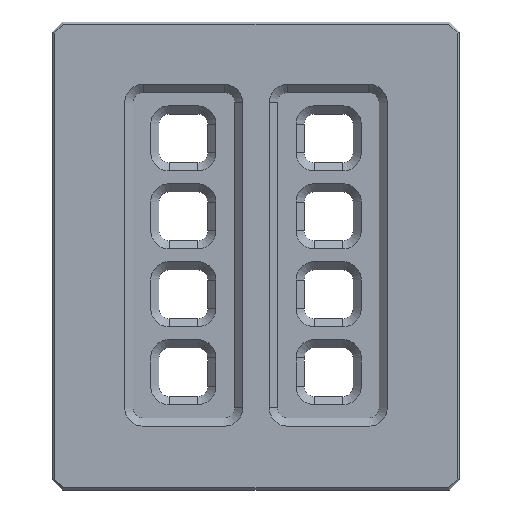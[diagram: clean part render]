
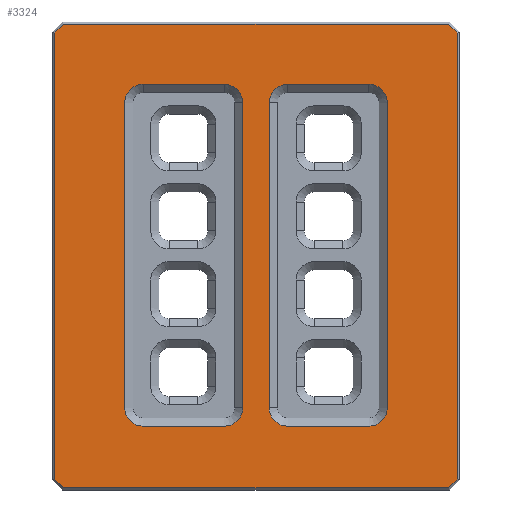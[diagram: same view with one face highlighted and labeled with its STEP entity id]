
A CAD part, top view. The second image highlights one B-rep face of the part: STEP entity #3324.
In plain terms, the highlighted planar face has unit normal (0, 0, 1).
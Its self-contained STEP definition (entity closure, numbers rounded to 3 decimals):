
#222=FACE_BOUND('',#573,.T.);
#223=FACE_BOUND('',#574,.T.);
#254=PLANE('',#3581);
#368=FACE_OUTER_BOUND('',#572,.T.);
#572=EDGE_LOOP('',(#2496,#2497,#2498,#2499,#2500,#2501,#2502,#2503));
#573=EDGE_LOOP('',(#2504,#2505,#2506,#2507,#2508,#2509,#2510,#2511));
#574=EDGE_LOOP('',(#2512,#2513,#2514,#2515,#2516,#2517,#2518,#2519));
#819=LINE('',#5100,#1161);
#823=LINE('',#5107,#1165);
#826=LINE('',#5113,#1168);
#829=LINE('',#5119,#1171);
#832=LINE('',#5124,#1174);
#834=LINE('',#5128,#1176);
#836=LINE('',#5132,#1178);
#838=LINE('',#5135,#1180);
#840=LINE('',#5141,#1182);
#841=LINE('',#5145,#1183);
#842=LINE('',#5149,#1184);
#843=LINE('',#5153,#1185);
#844=LINE('',#5157,#1186);
#845=LINE('',#5161,#1187);
#846=LINE('',#5165,#1188);
#847=LINE('',#5169,#1189);
#1161=VECTOR('',#4044,10.);
#1165=VECTOR('',#4050,10.);
#1168=VECTOR('',#4055,10.);
#1171=VECTOR('',#4060,10.);
#1174=VECTOR('',#4065,10.);
#1176=VECTOR('',#4069,10.);
#1178=VECTOR('',#4073,10.);
#1180=VECTOR('',#4077,10.);
#1182=VECTOR('',#4083,10.);
#1183=VECTOR('',#4086,10.);
#1184=VECTOR('',#4089,10.);
#1185=VECTOR('',#4092,10.);
#1186=VECTOR('',#4095,10.);
#1187=VECTOR('',#4098,10.);
#1188=VECTOR('',#4101,10.);
#1189=VECTOR('',#4104,10.);
#1472=CIRCLE('',#3582,9.);
#1473=CIRCLE('',#3583,9.);
#1474=CIRCLE('',#3584,9.);
#1475=CIRCLE('',#3585,9.);
#1476=CIRCLE('',#3586,9.);
#1477=CIRCLE('',#3587,9.);
#1478=CIRCLE('',#3588,9.);
#1479=CIRCLE('',#3589,9.);
#1655=VERTEX_POINT('',#5098);
#1656=VERTEX_POINT('',#5099);
#1658=VERTEX_POINT('',#5106);
#1660=VERTEX_POINT('',#5112);
#1662=VERTEX_POINT('',#5118);
#1663=VERTEX_POINT('',#5123);
#1664=VERTEX_POINT('',#5127);
#1665=VERTEX_POINT('',#5131);
#1666=VERTEX_POINT('',#5139);
#1667=VERTEX_POINT('',#5140);
#1668=VERTEX_POINT('',#5142);
#1669=VERTEX_POINT('',#5144);
#1670=VERTEX_POINT('',#5146);
#1671=VERTEX_POINT('',#5148);
#1672=VERTEX_POINT('',#5150);
#1673=VERTEX_POINT('',#5152);
#1674=VERTEX_POINT('',#5155);
#1675=VERTEX_POINT('',#5156);
#1676=VERTEX_POINT('',#5158);
#1677=VERTEX_POINT('',#5160);
#1678=VERTEX_POINT('',#5162);
#1679=VERTEX_POINT('',#5164);
#1680=VERTEX_POINT('',#5166);
#1681=VERTEX_POINT('',#5168);
#1953=EDGE_CURVE('',#1655,#1656,#819,.T.);
#1957=EDGE_CURVE('',#1656,#1658,#823,.T.);
#1960=EDGE_CURVE('',#1658,#1660,#826,.T.);
#1963=EDGE_CURVE('',#1660,#1662,#829,.T.);
#1966=EDGE_CURVE('',#1662,#1663,#832,.T.);
#1968=EDGE_CURVE('',#1663,#1664,#834,.T.);
#1970=EDGE_CURVE('',#1664,#1665,#836,.T.);
#1972=EDGE_CURVE('',#1665,#1655,#838,.T.);
#1974=EDGE_CURVE('',#1666,#1667,#840,.T.);
#1975=EDGE_CURVE('',#1668,#1666,#1472,.T.);
#1976=EDGE_CURVE('',#1669,#1668,#841,.T.);
#1977=EDGE_CURVE('',#1670,#1669,#1473,.T.);
#1978=EDGE_CURVE('',#1671,#1670,#842,.T.);
#1979=EDGE_CURVE('',#1672,#1671,#1474,.T.);
#1980=EDGE_CURVE('',#1673,#1672,#843,.T.);
#1981=EDGE_CURVE('',#1667,#1673,#1475,.T.);
#1982=EDGE_CURVE('',#1674,#1675,#844,.T.);
#1983=EDGE_CURVE('',#1676,#1674,#1476,.T.);
#1984=EDGE_CURVE('',#1677,#1676,#845,.T.);
#1985=EDGE_CURVE('',#1678,#1677,#1477,.T.);
#1986=EDGE_CURVE('',#1679,#1678,#846,.T.);
#1987=EDGE_CURVE('',#1680,#1679,#1478,.T.);
#1988=EDGE_CURVE('',#1681,#1680,#847,.T.);
#1989=EDGE_CURVE('',#1675,#1681,#1479,.T.);
#2496=ORIENTED_EDGE('',*,*,#1953,.F.);
#2497=ORIENTED_EDGE('',*,*,#1972,.F.);
#2498=ORIENTED_EDGE('',*,*,#1970,.F.);
#2499=ORIENTED_EDGE('',*,*,#1968,.F.);
#2500=ORIENTED_EDGE('',*,*,#1966,.F.);
#2501=ORIENTED_EDGE('',*,*,#1963,.F.);
#2502=ORIENTED_EDGE('',*,*,#1960,.F.);
#2503=ORIENTED_EDGE('',*,*,#1957,.F.);
#2504=ORIENTED_EDGE('',*,*,#1974,.F.);
#2505=ORIENTED_EDGE('',*,*,#1975,.F.);
#2506=ORIENTED_EDGE('',*,*,#1976,.F.);
#2507=ORIENTED_EDGE('',*,*,#1977,.F.);
#2508=ORIENTED_EDGE('',*,*,#1978,.F.);
#2509=ORIENTED_EDGE('',*,*,#1979,.F.);
#2510=ORIENTED_EDGE('',*,*,#1980,.F.);
#2511=ORIENTED_EDGE('',*,*,#1981,.F.);
#2512=ORIENTED_EDGE('',*,*,#1982,.F.);
#2513=ORIENTED_EDGE('',*,*,#1983,.F.);
#2514=ORIENTED_EDGE('',*,*,#1984,.F.);
#2515=ORIENTED_EDGE('',*,*,#1985,.F.);
#2516=ORIENTED_EDGE('',*,*,#1986,.F.);
#2517=ORIENTED_EDGE('',*,*,#1987,.F.);
#2518=ORIENTED_EDGE('',*,*,#1988,.F.);
#2519=ORIENTED_EDGE('',*,*,#1989,.F.);
#3324=ADVANCED_FACE('',(#368,#222,#223),#254,.T.);
#3581=AXIS2_PLACEMENT_3D('',#5138,#4081,#4082);
#3582=AXIS2_PLACEMENT_3D('',#5143,#4084,#4085);
#3583=AXIS2_PLACEMENT_3D('',#5147,#4087,#4088);
#3584=AXIS2_PLACEMENT_3D('',#5151,#4090,#4091);
#3585=AXIS2_PLACEMENT_3D('',#5154,#4093,#4094);
#3586=AXIS2_PLACEMENT_3D('',#5159,#4096,#4097);
#3587=AXIS2_PLACEMENT_3D('',#5163,#4099,#4100);
#3588=AXIS2_PLACEMENT_3D('',#5167,#4102,#4103);
#3589=AXIS2_PLACEMENT_3D('',#5170,#4105,#4106);
#4044=DIRECTION('',(0.,-1.,0.));
#4050=DIRECTION('',(-0.707,-0.707,0.));
#4055=DIRECTION('',(-1.,0.,0.));
#4060=DIRECTION('',(-0.707,0.707,0.));
#4065=DIRECTION('',(0.,1.,0.));
#4069=DIRECTION('',(0.707,0.707,0.));
#4073=DIRECTION('',(1.,0.,0.));
#4077=DIRECTION('',(0.707,-0.707,0.));
#4081=DIRECTION('center_axis',(0.,0.,1.));
#4082=DIRECTION('ref_axis',(1.,0.,0.));
#4083=DIRECTION('',(0.,1.,0.));
#4084=DIRECTION('center_axis',(0.,0.,1.));
#4085=DIRECTION('ref_axis',(0.707,-0.707,0.));
#4086=DIRECTION('',(1.,0.,0.));
#4087=DIRECTION('center_axis',(0.,0.,1.));
#4088=DIRECTION('ref_axis',(-0.707,-0.707,0.));
#4089=DIRECTION('',(0.,-1.,0.));
#4090=DIRECTION('center_axis',(0.,0.,1.));
#4091=DIRECTION('ref_axis',(-0.707,0.707,0.));
#4092=DIRECTION('',(-1.,0.,0.));
#4093=DIRECTION('center_axis',(0.,0.,1.));
#4094=DIRECTION('ref_axis',(0.707,0.707,0.));
#4095=DIRECTION('',(0.,-1.,0.));
#4096=DIRECTION('center_axis',(0.,0.,1.));
#4097=DIRECTION('ref_axis',(-0.707,0.707,0.));
#4098=DIRECTION('',(-1.,0.,0.));
#4099=DIRECTION('center_axis',(0.,0.,1.));
#4100=DIRECTION('ref_axis',(0.707,0.707,0.));
#4101=DIRECTION('',(0.,1.,0.));
#4102=DIRECTION('center_axis',(0.,0.,1.));
#4103=DIRECTION('ref_axis',(0.707,-0.707,0.));
#4104=DIRECTION('',(1.,0.,0.));
#4105=DIRECTION('center_axis',(0.,0.,1.));
#4106=DIRECTION('ref_axis',(-0.707,-0.707,0.));
#5098=CARTESIAN_POINT('',(99.,109.586,13.));
#5099=CARTESIAN_POINT('',(99.,-109.586,13.));
#5100=CARTESIAN_POINT('',(99.,-57.5,13.));
#5106=CARTESIAN_POINT('',(94.586,-114.,13.));
#5107=CARTESIAN_POINT('',(100.543,-108.043,13.));
#5112=CARTESIAN_POINT('',(-94.586,-114.,13.));
#5113=CARTESIAN_POINT('',(-50.,-114.,13.));
#5118=CARTESIAN_POINT('',(-99.,-109.586,13.));
#5119=CARTESIAN_POINT('',(-100.543,-108.043,13.));
#5123=CARTESIAN_POINT('',(-99.,109.586,13.));
#5124=CARTESIAN_POINT('',(-99.,57.5,13.));
#5127=CARTESIAN_POINT('',(-94.586,114.,13.));
#5128=CARTESIAN_POINT('',(-100.543,108.043,13.));
#5131=CARTESIAN_POINT('',(94.586,114.,13.));
#5132=CARTESIAN_POINT('',(50.,114.,13.));
#5135=CARTESIAN_POINT('',(100.543,108.043,13.));
#5138=CARTESIAN_POINT('Origin',(0.,0.,13.));
#5139=CARTESIAN_POINT('',(-6.5,-74.65,13.));
#5140=CARTESIAN_POINT('',(-6.5,75.35,13.));
#5141=CARTESIAN_POINT('',(-6.5,40.175,13.));
#5142=CARTESIAN_POINT('',(-15.5,-83.65,13.));
#5143=CARTESIAN_POINT('Origin',(-15.5,-74.65,13.));
#5144=CARTESIAN_POINT('',(-55.5,-83.65,13.));
#5145=CARTESIAN_POINT('',(-5.25,-83.65,13.));
#5146=CARTESIAN_POINT('',(-64.5,-74.65,13.));
#5147=CARTESIAN_POINT('Origin',(-55.5,-74.65,13.));
#5148=CARTESIAN_POINT('',(-64.5,75.35,13.));
#5149=CARTESIAN_POINT('',(-64.5,-39.825,13.));
#5150=CARTESIAN_POINT('',(-55.5,84.35,13.));
#5151=CARTESIAN_POINT('Origin',(-55.5,75.35,13.));
#5152=CARTESIAN_POINT('',(-15.5,84.35,13.));
#5153=CARTESIAN_POINT('',(-30.25,84.35,13.));
#5154=CARTESIAN_POINT('Origin',(-15.5,75.35,13.));
#5155=CARTESIAN_POINT('',(6.5,75.35,13.));
#5156=CARTESIAN_POINT('',(6.5,-74.65,13.));
#5157=CARTESIAN_POINT('',(6.5,-39.825,13.));
#5158=CARTESIAN_POINT('',(15.5,84.35,13.));
#5159=CARTESIAN_POINT('Origin',(15.5,75.35,13.));
#5160=CARTESIAN_POINT('',(55.5,84.35,13.));
#5161=CARTESIAN_POINT('',(5.25,84.35,13.));
#5162=CARTESIAN_POINT('',(64.5,75.35,13.));
#5163=CARTESIAN_POINT('Origin',(55.5,75.35,13.));
#5164=CARTESIAN_POINT('',(64.5,-74.65,13.));
#5165=CARTESIAN_POINT('',(64.5,40.175,13.));
#5166=CARTESIAN_POINT('',(55.5,-83.65,13.));
#5167=CARTESIAN_POINT('Origin',(55.5,-74.65,13.));
#5168=CARTESIAN_POINT('',(15.5,-83.65,13.));
#5169=CARTESIAN_POINT('',(30.25,-83.65,13.));
#5170=CARTESIAN_POINT('Origin',(15.5,-74.65,13.));
